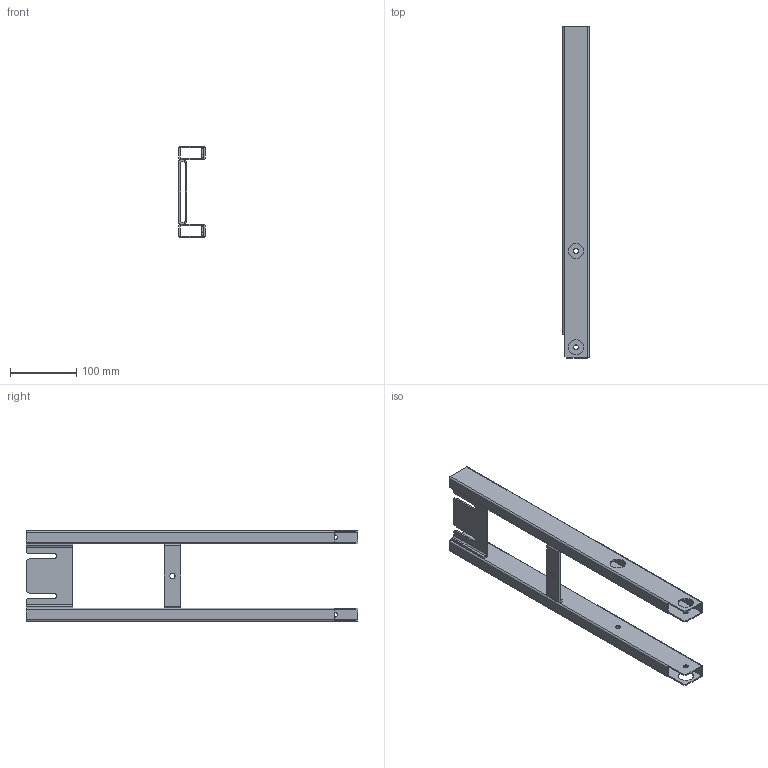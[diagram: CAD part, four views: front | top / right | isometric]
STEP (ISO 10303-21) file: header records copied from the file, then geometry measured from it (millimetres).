
FILE_DESCRIPTION((''),'2;1');
FILE_NAME('JC35TS-0063','2021-01-04T13:14:18',('Administrator'),('捷昌驱动'),'CREO PARAMETRIC BY PTC INC, 2018100','CREO PARAMETRIC BY PTC INC, 2018100','');
FILE_SCHEMA(('CONFIG_CONTROL_DESIGN'));
Length unit declared in the file: millimetre
Products named in the file (1): JC35TS-0063
Bounding box: 40 x 500 x 137 mm (x, y, z)
Volume: 239964.7 mm3; surface area: 236063.8 mm2
Topology: 4 solids, 4 shells, 363 faces, 1012 edges, 678 vertices
Faces by surface type: plane 157, extrusion 136, cylinder 70
Entity records: 12374 total; most frequent: CARTESIAN_POINT 3316, ORIENTED_EDGE 2024, DIRECTION 1480, EDGE_CURVE 1012, VECTOR 724, VERTEX_POINT 678, LINE 588, EDGE_LOOP 418
